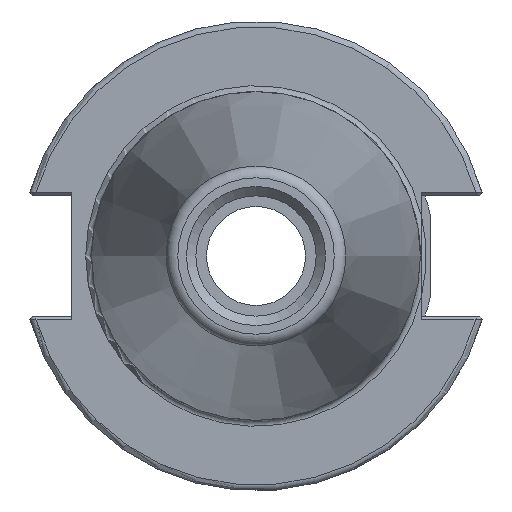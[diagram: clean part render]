
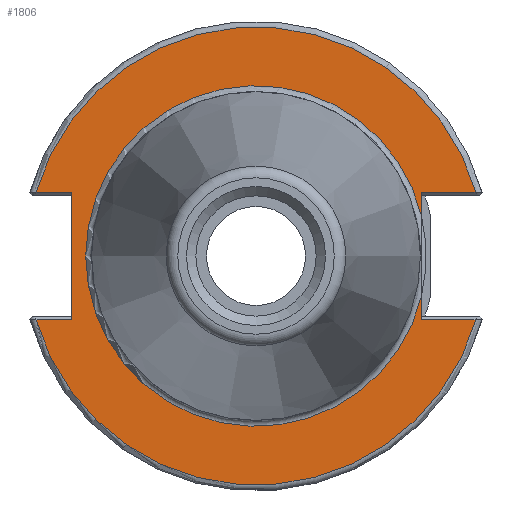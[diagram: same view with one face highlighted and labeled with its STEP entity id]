
A CAD part, left-side view. The second image highlights one B-rep face of the part: STEP entity #1806.
In plain terms, the highlighted planar face has unit normal (-1, 0, 0).
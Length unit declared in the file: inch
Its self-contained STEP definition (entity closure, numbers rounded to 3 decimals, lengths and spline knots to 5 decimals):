
#109=CIRCLE('',#1945,0.90625);
#111=CIRCLE('',#1948,1.21875);
#112=CIRCLE('',#1949,1.21875);
#278=FACE_OUTER_BOUND('',#402,.T.);
#402=EDGE_LOOP('',(#1295,#1296,#1297,#1298,#1299,#1300,#1301,#1302,#1303,
#1304));
#500=LINE('',#2588,#612);
#517=LINE('',#2708,#629);
#524=LINE('',#2728,#636);
#531=LINE('',#2740,#643);
#532=LINE('',#2766,#644);
#533=LINE('',#2769,#645);
#534=LINE('',#2772,#646);
#612=VECTOR('',#2094,0.67625);
#629=VECTOR('',#2159,0.19091);
#636=VECTOR('',#2178,0.12159);
#643=VECTOR('',#2185,0.12159);
#644=VECTOR('',#2216,0.29091);
#645=VECTOR('',#2219,0.19091);
#646=VECTOR('',#2222,0.29091);
#731=VERTEX_POINT('',#2585);
#732=VERTEX_POINT('',#2587);
#761=VERTEX_POINT('',#2707);
#766=VERTEX_POINT('',#2722);
#767=VERTEX_POINT('',#2723);
#768=VERTEX_POINT('',#2727);
#773=VERTEX_POINT('',#2738);
#780=VERTEX_POINT('',#2765);
#781=VERTEX_POINT('',#2768);
#782=VERTEX_POINT('',#2770);
#913=EDGE_CURVE('',#731,#732,#500,.T.);
#949=EDGE_CURVE('',#732,#761,#517,.T.);
#959=EDGE_CURVE('',#768,#766,#524,.T.);
#966=EDGE_CURVE('',#767,#773,#531,.T.);
#973=EDGE_CURVE('',#767,#766,#109,.T.);
#975=EDGE_CURVE('',#773,#780,#532,.T.);
#976=EDGE_CURVE('',#761,#780,#111,.T.);
#977=EDGE_CURVE('',#781,#731,#533,.T.);
#978=EDGE_CURVE('',#782,#781,#112,.T.);
#979=EDGE_CURVE('',#782,#768,#534,.T.);
#1295=ORIENTED_EDGE('',*,*,#975,.T.);
#1296=ORIENTED_EDGE('',*,*,#976,.F.);
#1297=ORIENTED_EDGE('',*,*,#949,.F.);
#1298=ORIENTED_EDGE('',*,*,#913,.F.);
#1299=ORIENTED_EDGE('',*,*,#977,.F.);
#1300=ORIENTED_EDGE('',*,*,#978,.F.);
#1301=ORIENTED_EDGE('',*,*,#979,.T.);
#1302=ORIENTED_EDGE('',*,*,#959,.T.);
#1303=ORIENTED_EDGE('',*,*,#973,.F.);
#1304=ORIENTED_EDGE('',*,*,#966,.T.);
#1651=PLANE('',#1947);
#1806=ADVANCED_FACE('',(#278),#1651,.T.);
#1945=AXIS2_PLACEMENT_3D('',#2761,#2210,#2211);
#1947=AXIS2_PLACEMENT_3D('',#2764,#2214,#2215);
#1948=AXIS2_PLACEMENT_3D('',#2767,#2217,#2218);
#1949=AXIS2_PLACEMENT_3D('',#2771,#2220,#2221);
#2094=DIRECTION('',(0.,0.,1.));
#2159=DIRECTION('',(0.,1.,0.));
#2178=DIRECTION('',(0.,0.,1.));
#2185=DIRECTION('',(0.,0.,1.));
#2210=DIRECTION('center_axis',(-1.,0.,0.));
#2211=DIRECTION('ref_axis',(0.,1.,0.));
#2214=DIRECTION('center_axis',(-1.,0.,0.));
#2215=DIRECTION('ref_axis',(0.,0.,1.));
#2216=DIRECTION('',(0.,-1.,0.));
#2217=DIRECTION('center_axis',(1.,0.,0.));
#2218=DIRECTION('ref_axis',(0.,0.,1.));
#2219=DIRECTION('',(0.,-1.,0.));
#2220=DIRECTION('center_axis',(1.,0.,0.));
#2221=DIRECTION('ref_axis',(0.,0.,-1.));
#2222=DIRECTION('',(0.,1.,0.));
#2585=CARTESIAN_POINT('',(2.815,0.98,-0.33813));
#2587=CARTESIAN_POINT('',(2.815,0.98,0.33813));
#2588=CARTESIAN_POINT('',(2.815,0.98,-0.33813));
#2707=CARTESIAN_POINT('',(2.815,1.17091,0.33813));
#2708=CARTESIAN_POINT('',(2.815,0.0275,0.33813));
#2722=CARTESIAN_POINT('',(2.815,-0.88,-0.21654));
#2723=CARTESIAN_POINT('',(2.815,-0.88,0.21654));
#2727=CARTESIAN_POINT('',(2.815,-0.88,-0.33813));
#2728=CARTESIAN_POINT('',(2.815,-0.88,0.));
#2738=CARTESIAN_POINT('',(2.815,-0.88,0.33813));
#2740=CARTESIAN_POINT('',(2.815,-0.88,0.));
#2761=CARTESIAN_POINT('Origin',(2.815,0.,0.));
#2764=CARTESIAN_POINT('Origin',(2.815,-0.875,0.));
#2765=CARTESIAN_POINT('',(2.815,-1.17091,0.33813));
#2766=CARTESIAN_POINT('',(2.815,-0.9025,0.33813));
#2767=CARTESIAN_POINT('Origin',(2.815,0.,0.));
#2768=CARTESIAN_POINT('',(2.815,1.17091,-0.33813));
#2769=CARTESIAN_POINT('',(2.815,0.2775,-0.33813));
#2770=CARTESIAN_POINT('',(2.815,-1.17091,-0.33813));
#2771=CARTESIAN_POINT('Origin',(2.815,0.,0.));
#2772=CARTESIAN_POINT('',(2.815,-0.9025,-0.33813));
